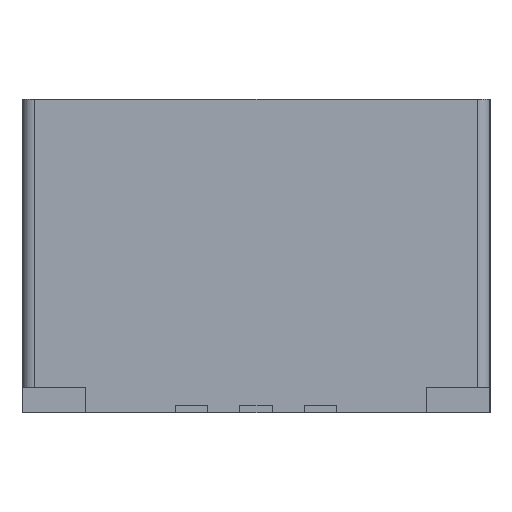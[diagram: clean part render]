
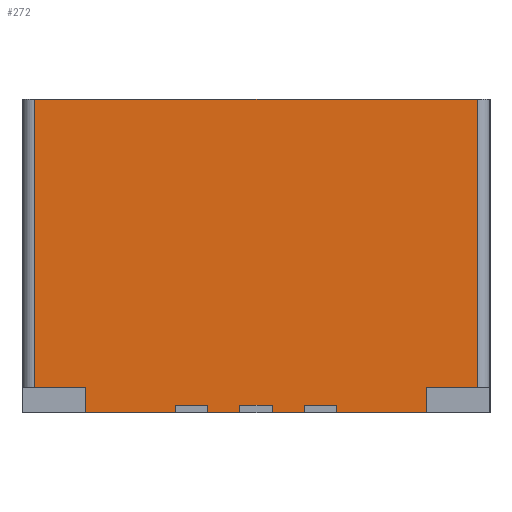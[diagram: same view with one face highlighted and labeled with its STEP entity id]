
A CAD part, left-side view. The second image highlights one B-rep face of the part: STEP entity #272.
In plain terms, the highlighted planar face has unit normal (-1, 0, 0).
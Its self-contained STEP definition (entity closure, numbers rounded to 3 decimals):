
#2 = CARTESIAN_POINT ( 'NONE',  ( -8.626, 12.926, 0.3 ) ) ;
#15 = CARTESIAN_POINT ( 'NONE',  ( -8.626, 9.116, 1. ) ) ;
#17 = CARTESIAN_POINT ( 'NONE',  ( -8.626, 19.041, 0. ) ) ;
#18 = VERTEX_POINT ( 'NONE', #1607 ) ;
#24 = VERTEX_POINT ( 'NONE', #711 ) ;
#38 = CARTESIAN_POINT ( 'NONE',  ( -8.626, 5.541, 1. ) ) ;
#42 = CARTESIAN_POINT ( 'NONE',  ( -8.626, 15.466, 1. ) ) ;
#43 = CARTESIAN_POINT ( 'NONE',  ( -8.626, 9.116, 0.3 ) ) ;
#55 = CARTESIAN_POINT ( 'NONE',  ( -8.626, 21.041, 12.4 ) ) ;
#79 = EDGE_CURVE ( 'NONE', #670, #24, #446, .T. ) ;
#86 = DIRECTION ( 'NONE',  ( 0., 0., -1. ) ) ;
#96 = CARTESIAN_POINT ( 'NONE',  ( -8.626, 15.466, 0.3 ) ) ;
#103 = CARTESIAN_POINT ( 'NONE',  ( -8.626, 19.041, 1. ) ) ;
#107 = VECTOR ( 'NONE', #1560, 1000. ) ;
#124 = CARTESIAN_POINT ( 'NONE',  ( -8.626, 12.926, 0. ) ) ;
#126 = EDGE_CURVE ( 'NONE', #283, #854, #221, .T. ) ;
#152 = VECTOR ( 'NONE', #819, 1000. ) ;
#159 = LINE ( 'NONE', #15, #1628 ) ;
#162 = CARTESIAN_POINT ( 'NONE',  ( -8.626, 11.656, 0.3 ) ) ;
#184 = VECTOR ( 'NONE', #1739, 1000. ) ;
#212 = PLANE ( 'NONE',  #1685 ) ;
#219 = CARTESIAN_POINT ( 'NONE',  ( -8.626, 19.041, 1. ) ) ;
#221 = LINE ( 'NONE', #1399, #791 ) ;
#227 = VECTOR ( 'NONE', #1749, 1000. ) ;
#241 = ORIENTED_EDGE ( 'NONE', *, *, #957, .T. ) ;
#248 = CARTESIAN_POINT ( 'NONE',  ( -8.626, 19.041, 0. ) ) ;
#272 = ADVANCED_FACE ( 'NONE', ( #1121 ), #212, .F. ) ;
#277 = CARTESIAN_POINT ( 'NONE',  ( -8.626, 21.041, 1. ) ) ;
#283 = VERTEX_POINT ( 'NONE', #1854 ) ;
#285 = CARTESIAN_POINT ( 'NONE',  ( -8.626, 21.041, 1. ) ) ;
#294 = DIRECTION ( 'NONE',  ( 0., -1., 0. ) ) ;
#297 = ORIENTED_EDGE ( 'NONE', *, *, #653, .T. ) ;
#328 = ORIENTED_EDGE ( 'NONE', *, *, #1283, .T. ) ;
#332 = ORIENTED_EDGE ( 'NONE', *, *, #548, .F. ) ;
#352 = EDGE_CURVE ( 'NONE', #440, #18, #734, .T. ) ;
#386 = ORIENTED_EDGE ( 'NONE', *, *, #409, .T. ) ;
#390 = DIRECTION ( 'NONE',  ( 0., 1., 0. ) ) ;
#408 = DIRECTION ( 'NONE',  ( 0., 0., -1. ) ) ;
#409 = EDGE_CURVE ( 'NONE', #752, #1778, #887, .T. ) ;
#417 = CARTESIAN_POINT ( 'NONE',  ( -8.626, 21.541, 1. ) ) ;
#440 = VERTEX_POINT ( 'NONE', #285 ) ;
#446 = LINE ( 'NONE', #1640, #873 ) ;
#455 = CARTESIAN_POINT ( 'NONE',  ( -8.626, 15.466, 0. ) ) ;
#462 = EDGE_CURVE ( 'NONE', #1505, #877, #1611, .T. ) ;
#463 = DIRECTION ( 'NONE',  ( 0., 0., 1. ) ) ;
#464 = VECTOR ( 'NONE', #294, 1000. ) ;
#468 = VECTOR ( 'NONE', #1783, 1000. ) ;
#475 = DIRECTION ( 'NONE',  ( 0., 0., 1. ) ) ;
#476 = EDGE_CURVE ( 'NONE', #1654, #440, #716, .T. ) ;
#483 = ORIENTED_EDGE ( 'NONE', *, *, #637, .F. ) ;
#513 = LINE ( 'NONE', #1104, #681 ) ;
#548 = EDGE_CURVE ( 'NONE', #670, #1207, #513, .T. ) ;
#578 = EDGE_CURVE ( 'NONE', #854, #1207, #954, .T. ) ;
#595 = DIRECTION ( 'NONE',  ( 0., -1., 0. ) ) ;
#607 = CARTESIAN_POINT ( 'NONE',  ( -8.626, 19.041, 0. ) ) ;
#630 = ORIENTED_EDGE ( 'NONE', *, *, #1695, .T. ) ;
#637 = EDGE_CURVE ( 'NONE', #752, #863, #1116, .T. ) ;
#653 = EDGE_CURVE ( 'NONE', #1063, #283, #977, .T. ) ;
#670 = VERTEX_POINT ( 'NONE', #162 ) ;
#673 = CARTESIAN_POINT ( 'NONE',  ( -8.626, 5.541, 1. ) ) ;
#681 = VECTOR ( 'NONE', #939, 1000. ) ;
#711 = CARTESIAN_POINT ( 'NONE',  ( -8.626, 11.656, 0. ) ) ;
#716 = LINE ( 'NONE', #277, #1238 ) ;
#734 = LINE ( 'NONE', #417, #227 ) ;
#741 = VECTOR ( 'NONE', #1457, 1000. ) ;
#742 = VECTOR ( 'NONE', #86, 1000. ) ;
#747 = VERTEX_POINT ( 'NONE', #1075 ) ;
#752 = VERTEX_POINT ( 'NONE', #38 ) ;
#757 = DIRECTION ( 'NONE',  ( 0., 0., -1. ) ) ;
#761 = VECTOR ( 'NONE', #1805, 1000. ) ;
#773 = CARTESIAN_POINT ( 'NONE',  ( -8.626, 12.926, 1. ) ) ;
#789 = CARTESIAN_POINT ( 'NONE',  ( -8.626, 19.041, 0.3 ) ) ;
#791 = VECTOR ( 'NONE', #1816, 1000. ) ;
#819 = DIRECTION ( 'NONE',  ( 0., 0., 1. ) ) ;
#823 = ORIENTED_EDGE ( 'NONE', *, *, #79, .T. ) ;
#832 = ORIENTED_EDGE ( 'NONE', *, *, #476, .T. ) ;
#854 = VERTEX_POINT ( 'NONE', #124 ) ;
#863 = VERTEX_POINT ( 'NONE', #1666 ) ;
#866 = CARTESIAN_POINT ( 'NONE',  ( -8.626, 19.041, 0. ) ) ;
#873 = VECTOR ( 'NONE', #1478, 1000. ) ;
#877 = VERTEX_POINT ( 'NONE', #455 ) ;
#887 = LINE ( 'NONE', #1153, #464 ) ;
#939 = DIRECTION ( 'NONE',  ( 0., 1., 0. ) ) ;
#941 = LINE ( 'NONE', #1229, #1182 ) ;
#954 = LINE ( 'NONE', #773, #1851 ) ;
#957 = EDGE_CURVE ( 'NONE', #1877, #1421, #159, .T. ) ;
#958 = CARTESIAN_POINT ( 'NONE',  ( -8.626, 14.196, 0.3 ) ) ;
#967 = CARTESIAN_POINT ( 'NONE',  ( -8.626, 9.116, 0. ) ) ;
#977 = LINE ( 'NONE', #1566, #742 ) ;
#986 = EDGE_CURVE ( 'NONE', #1877, #747, #1792, .T. ) ;
#1008 = ORIENTED_EDGE ( 'NONE', *, *, #1345, .F. ) ;
#1012 = EDGE_CURVE ( 'NONE', #18, #1505, #1843, .T. ) ;
#1063 = VERTEX_POINT ( 'NONE', #958 ) ;
#1075 = CARTESIAN_POINT ( 'NONE',  ( -8.626, 10.386, 0.3 ) ) ;
#1077 = VECTOR ( 'NONE', #1446, 1000. ) ;
#1095 = ORIENTED_EDGE ( 'NONE', *, *, #352, .T. ) ;
#1097 = LINE ( 'NONE', #42, #1804 ) ;
#1104 = CARTESIAN_POINT ( 'NONE',  ( -8.626, 19.041, 0.3 ) ) ;
#1116 = LINE ( 'NONE', #673, #184 ) ;
#1121 = FACE_OUTER_BOUND ( 'NONE', #1717, .T. ) ;
#1131 = ORIENTED_EDGE ( 'NONE', *, *, #126, .T. ) ;
#1142 = ORIENTED_EDGE ( 'NONE', *, *, #462, .T. ) ;
#1153 = CARTESIAN_POINT ( 'NONE',  ( -8.626, 21.541, 1. ) ) ;
#1170 = LINE ( 'NONE', #607, #1776 ) ;
#1182 = VECTOR ( 'NONE', #463, 1000. ) ;
#1207 = VERTEX_POINT ( 'NONE', #2 ) ;
#1209 = CARTESIAN_POINT ( 'NONE',  ( -8.626, 19.041, 0.3 ) ) ;
#1216 = VERTEX_POINT ( 'NONE', #1458 ) ;
#1223 = EDGE_CURVE ( 'NONE', #1421, #863, #1170, .T. ) ;
#1229 = CARTESIAN_POINT ( 'NONE',  ( -8.626, 10.386, 1. ) ) ;
#1238 = VECTOR ( 'NONE', #408, 1000. ) ;
#1247 = VERTEX_POINT ( 'NONE', #1813 ) ;
#1254 = LINE ( 'NONE', #1574, #152 ) ;
#1283 = EDGE_CURVE ( 'NONE', #877, #1586, #1097, .T. ) ;
#1345 = EDGE_CURVE ( 'NONE', #1063, #1586, #1790, .T. ) ;
#1383 = CARTESIAN_POINT ( 'NONE',  ( -8.626, 3.541, 1. ) ) ;
#1385 = EDGE_CURVE ( 'NONE', #24, #1216, #1589, .T. ) ;
#1399 = CARTESIAN_POINT ( 'NONE',  ( -8.626, 19.041, 0. ) ) ;
#1421 = VERTEX_POINT ( 'NONE', #967 ) ;
#1438 = ORIENTED_EDGE ( 'NONE', *, *, #1012, .T. ) ;
#1446 = DIRECTION ( 'NONE',  ( 0., -1., 0. ) ) ;
#1457 = DIRECTION ( 'NONE',  ( 0., -1., 0. ) ) ;
#1458 = CARTESIAN_POINT ( 'NONE',  ( -8.626, 10.386, 0. ) ) ;
#1478 = DIRECTION ( 'NONE',  ( 0., 0., -1. ) ) ;
#1505 = VERTEX_POINT ( 'NONE', #17 ) ;
#1522 = LINE ( 'NONE', #1531, #468 ) ;
#1531 = CARTESIAN_POINT ( 'NONE',  ( -8.626, 21.541, 12.4 ) ) ;
#1548 = DIRECTION ( 'NONE',  ( 0., 0., 1. ) ) ;
#1560 = DIRECTION ( 'NONE',  ( 0., 0., -1. ) ) ;
#1566 = CARTESIAN_POINT ( 'NONE',  ( -8.626, 14.196, 1. ) ) ;
#1574 = CARTESIAN_POINT ( 'NONE',  ( -8.626, 3.541, 1. ) ) ;
#1586 = VERTEX_POINT ( 'NONE', #96 ) ;
#1589 = LINE ( 'NONE', #248, #1077 ) ;
#1607 = CARTESIAN_POINT ( 'NONE',  ( -8.626, 19.041, 1. ) ) ;
#1611 = LINE ( 'NONE', #866, #741 ) ;
#1625 = ORIENTED_EDGE ( 'NONE', *, *, #1782, .F. ) ;
#1628 = VECTOR ( 'NONE', #757, 1000. ) ;
#1640 = CARTESIAN_POINT ( 'NONE',  ( -8.626, 11.656, 1. ) ) ;
#1650 = ORIENTED_EDGE ( 'NONE', *, *, #1223, .T. ) ;
#1654 = VERTEX_POINT ( 'NONE', #55 ) ;
#1656 = DIRECTION ( 'NONE',  ( 0., 1., 0. ) ) ;
#1659 = ORIENTED_EDGE ( 'NONE', *, *, #1802, .T. ) ;
#1666 = CARTESIAN_POINT ( 'NONE',  ( -8.626, 5.541, 0. ) ) ;
#1685 = AXIS2_PLACEMENT_3D ( 'NONE', #103, #1726, #390 ) ;
#1695 = EDGE_CURVE ( 'NONE', #1778, #1247, #1254, .T. ) ;
#1717 = EDGE_LOOP ( 'NONE', ( #1625, #832, #1095, #1438, #1142, #328, #1008, #297, #1131, #1811, #332, #823, #1723, #1659, #1753, #241, #1650, #483, #386, #630 ) ) ;
#1723 = ORIENTED_EDGE ( 'NONE', *, *, #1385, .T. ) ;
#1726 = DIRECTION ( 'NONE',  ( 1., 0., 0. ) ) ;
#1739 = DIRECTION ( 'NONE',  ( 0., 0., -1. ) ) ;
#1749 = DIRECTION ( 'NONE',  ( 0., -1., 0. ) ) ;
#1753 = ORIENTED_EDGE ( 'NONE', *, *, #986, .F. ) ;
#1776 = VECTOR ( 'NONE', #595, 1000. ) ;
#1778 = VERTEX_POINT ( 'NONE', #1383 ) ;
#1782 = EDGE_CURVE ( 'NONE', #1654, #1247, #1522, .T. ) ;
#1783 = DIRECTION ( 'NONE',  ( 0., -1., 0. ) ) ;
#1790 = LINE ( 'NONE', #1209, #1808 ) ;
#1792 = LINE ( 'NONE', #789, #761 ) ;
#1802 = EDGE_CURVE ( 'NONE', #1216, #747, #941, .T. ) ;
#1804 = VECTOR ( 'NONE', #475, 1000. ) ;
#1805 = DIRECTION ( 'NONE',  ( 0., 1., 0. ) ) ;
#1808 = VECTOR ( 'NONE', #1656, 1000. ) ;
#1811 = ORIENTED_EDGE ( 'NONE', *, *, #578, .T. ) ;
#1813 = CARTESIAN_POINT ( 'NONE',  ( -8.626, 3.541, 12.4 ) ) ;
#1816 = DIRECTION ( 'NONE',  ( 0., -1., 0. ) ) ;
#1843 = LINE ( 'NONE', #219, #107 ) ;
#1851 = VECTOR ( 'NONE', #1548, 1000. ) ;
#1854 = CARTESIAN_POINT ( 'NONE',  ( -8.626, 14.196, 0. ) ) ;
#1877 = VERTEX_POINT ( 'NONE', #43 ) ;
